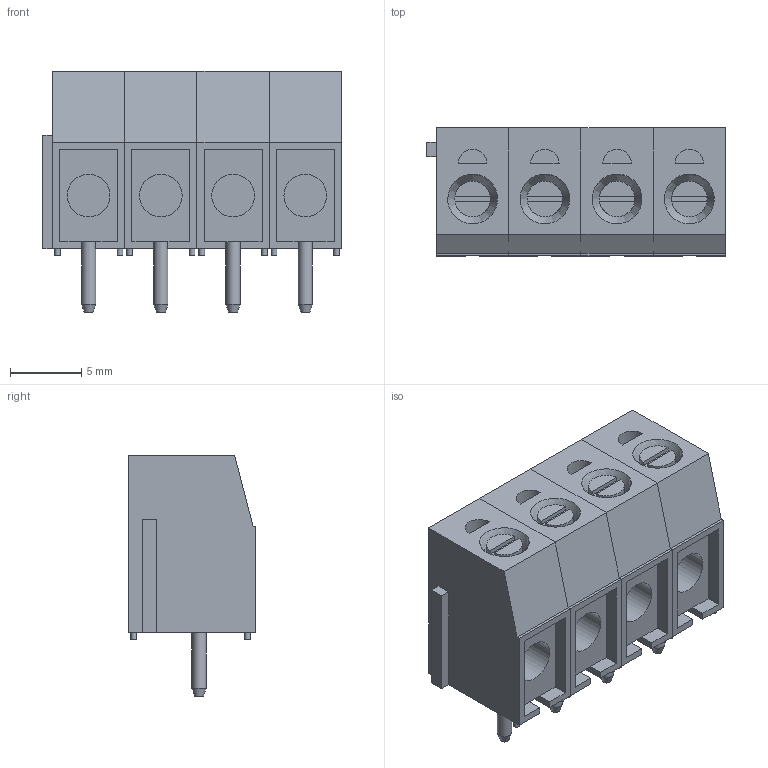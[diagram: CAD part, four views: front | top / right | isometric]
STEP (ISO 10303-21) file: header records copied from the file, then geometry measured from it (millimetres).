
FILE_DESCRIPTION(/* description */ ('Alibre Inc.'),/* implementation_level */ '2;1');
FILE_NAME(/* name */ 'export0',/* time_stamp */ '2015-11-25T17:21:01+08:00',/* author */ (''),/* organization */ (''),/* preprocessor_version */ 'ST-DEVELOPER v14',/* originating_system */ 'Alibre',/* authorisation */ '');
FILE_SCHEMA (('AUTOMOTIVE_DESIGN'));
Length unit declared in the file: centimetre
Bounding box: 21.02 x 9 x 17 mm (x, y, z)
Volume: 1826.1 mm3; surface area: 2558.3 mm2
Topology: 4 solids, 8 shells, 208 faces, 488 edges, 324 vertices
Faces by surface type: plane 160, cylinder 40, bspline 4, cone 4
Full cylindrical faces by diameter (mm): 0.4 x16, 1 x4, 1.5 x4, 2.5 x8, 3 x4
Entity records: 1542 total; most frequent: CARTESIAN_POINT 323, ORIENTED_EDGE 214, DIRECTION 196, EDGE_CURVE 106, AXIS2_PLACEMENT_3D 80, VERTEX_POINT 75, VECTOR 74, LINE 74
